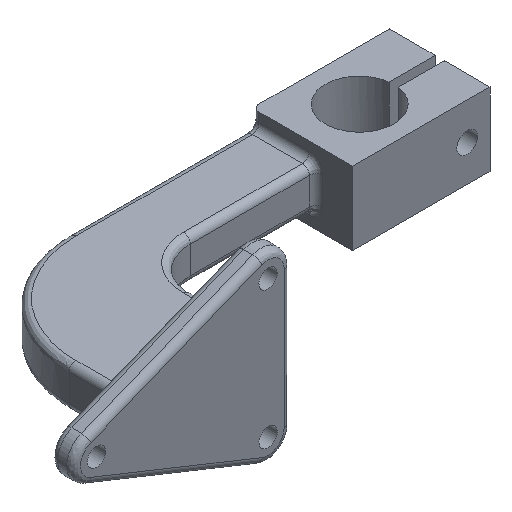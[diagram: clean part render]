
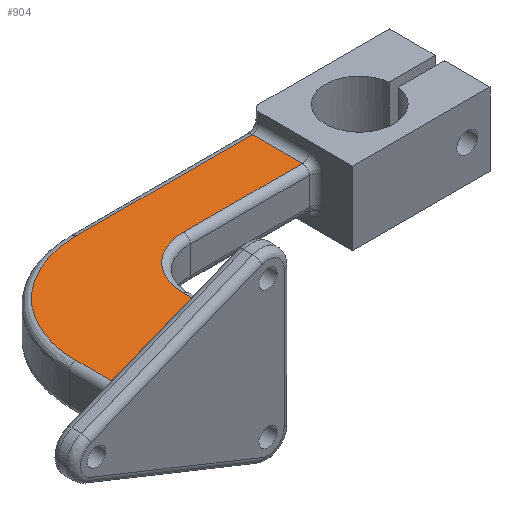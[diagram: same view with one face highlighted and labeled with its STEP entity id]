
A CAD part, isometric view. The second image highlights one B-rep face of the part: STEP entity #904.
In plain terms, the highlighted planar face has unit normal (0, 0, 1).
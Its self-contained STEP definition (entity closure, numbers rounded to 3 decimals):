
#904 = ADVANCED_FACE('',(#905),#983,.F.);
#905 = FACE_BOUND('',#906,.F.);
#906 = EDGE_LOOP('',(#907,#917,#925,#933,#947,#955,#963,#971));
#907 = ORIENTED_EDGE('',*,*,#908,.F.);
#908 = EDGE_CURVE('',#909,#911,#913,.T.);
#909 = VERTEX_POINT('',#910);
#910 = CARTESIAN_POINT('',(109.5,69.,9.));
#911 = VERTEX_POINT('',#912);
#912 = CARTESIAN_POINT('',(32.5,69.,9.));
#913 = LINE('',#914,#915);
#914 = CARTESIAN_POINT('',(236.5,69.,9.));
#915 = VECTOR('',#916,1.);
#916 = DIRECTION('',(-1.,0.,0.));
#917 = ORIENTED_EDGE('',*,*,#918,.F.);
#918 = EDGE_CURVE('',#919,#909,#921,.T.);
#919 = VERTEX_POINT('',#920);
#920 = CARTESIAN_POINT('',(109.5,47.026,9.));
#921 = LINE('',#922,#923);
#922 = CARTESIAN_POINT('',(109.5,22.052,9.));
#923 = VECTOR('',#924,1.);
#924 = DIRECTION('',(0.,1.,0.));
#925 = ORIENTED_EDGE('',*,*,#926,.F.);
#926 = EDGE_CURVE('',#927,#919,#929,.T.);
#927 = VERTEX_POINT('',#928);
#928 = CARTESIAN_POINT('',(57.5,47.026,9.));
#929 = LINE('',#930,#931);
#930 = CARTESIAN_POINT('',(132.5,47.026,9.));
#931 = VECTOR('',#932,1.);
#932 = DIRECTION('',(1.,0.,0.));
#933 = ORIENTED_EDGE('',*,*,#934,.F.);
#934 = EDGE_CURVE('',#935,#927,#937,.T.);
#935 = VERTEX_POINT('',#936);
#936 = CARTESIAN_POINT('',(34.5,24.026,9.));
#937 = B_SPLINE_CURVE_WITH_KNOTS('',5,(#938,#939,#940,#941,#942,#943,
    #944,#945,#946),.UNSPECIFIED.,.F.,.F.,(6,3,6),(0.,
    0.785,1.571),.UNSPECIFIED.);
#938 = CARTESIAN_POINT('',(34.5,24.026,9.));
#939 = CARTESIAN_POINT('',(34.5,27.639,9.));
#940 = CARTESIAN_POINT('',(35.209,31.252,9.));
#941 = CARTESIAN_POINT('',(36.629,34.679,9.));
#942 = CARTESIAN_POINT('',(40.735,40.791,9.));
#943 = CARTESIAN_POINT('',(46.847,44.897,9.));
#944 = CARTESIAN_POINT('',(50.274,46.317,9.));
#945 = CARTESIAN_POINT('',(53.887,47.026,9.));
#946 = CARTESIAN_POINT('',(57.5,47.026,9.));
#947 = ORIENTED_EDGE('',*,*,#948,.F.);
#948 = EDGE_CURVE('',#949,#935,#951,.T.);
#949 = VERTEX_POINT('',#950);
#950 = CARTESIAN_POINT('',(34.5,3.,9.));
#951 = LINE('',#952,#953);
#952 = CARTESIAN_POINT('',(34.5,-66.,9.));
#953 = VECTOR('',#954,1.);
#954 = DIRECTION('',(0.,1.,0.));
#955 = ORIENTED_EDGE('',*,*,#956,.F.);
#956 = EDGE_CURVE('',#957,#949,#959,.T.);
#957 = VERTEX_POINT('',#958);
#958 = CARTESIAN_POINT('',(-14.5,3.,9.));
#959 = LINE('',#960,#961);
#960 = CARTESIAN_POINT('',(-66.5,3.,9.));
#961 = VECTOR('',#962,1.);
#962 = DIRECTION('',(1.,0.,0.));
#963 = ORIENTED_EDGE('',*,*,#964,.F.);
#964 = EDGE_CURVE('',#965,#957,#967,.T.);
#965 = VERTEX_POINT('',#966);
#966 = CARTESIAN_POINT('',(-14.5,22.,9.));
#967 = LINE('',#968,#969);
#968 = CARTESIAN_POINT('',(-14.5,-28.,9.));
#969 = VECTOR('',#970,1.);
#970 = DIRECTION('',(0.,-1.,0.));
#971 = ORIENTED_EDGE('',*,*,#972,.F.);
#972 = EDGE_CURVE('',#911,#965,#973,.T.);
#973 = B_SPLINE_CURVE_WITH_KNOTS('',5,(#974,#975,#976,#977,#978,#979,
    #980,#981,#982),.UNSPECIFIED.,.F.,.F.,(6,3,6),(4.712,
    5.498,6.283),.UNSPECIFIED.);
#974 = CARTESIAN_POINT('',(32.5,69.,9.));
#975 = CARTESIAN_POINT('',(25.117,69.,9.));
#976 = CARTESIAN_POINT('',(17.734,67.551,9.));
#977 = CARTESIAN_POINT('',(10.732,64.65,9.));
#978 = CARTESIAN_POINT('',(-1.759,56.259,9.));
#979 = CARTESIAN_POINT('',(-10.15,43.768,9.));
#980 = CARTESIAN_POINT('',(-13.051,36.766,9.));
#981 = CARTESIAN_POINT('',(-14.5,29.383,9.));
#982 = CARTESIAN_POINT('',(-14.5,22.,9.));
#983 = PLANE('',#984);
#984 = AXIS2_PLACEMENT_3D('',#985,#986,#987);
#985 = CARTESIAN_POINT('',(47.5,36.,9.));
#986 = DIRECTION('',(0.,0.,-1.));
#987 = DIRECTION('',(-1.,0.,0.));
